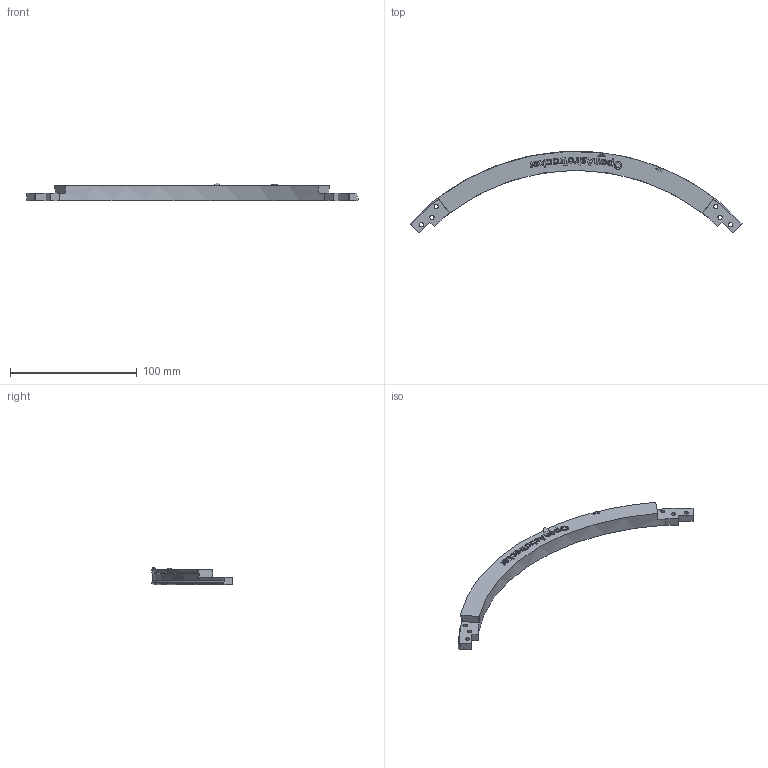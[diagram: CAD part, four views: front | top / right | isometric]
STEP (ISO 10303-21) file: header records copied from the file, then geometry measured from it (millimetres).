
FILE_DESCRIPTION (( 'STEP AP203' ), '1' );
FILE_NAME ('11b_splitring_part2_v4.step', '2020-05-23T22:34:41', ( '' ), ( '' ), 'SwSTEP 2.0', 'SolidWorks 2019', '' );
FILE_SCHEMA (( 'CONFIG_CONTROL_DESIGN' ));
Length unit declared in the file: millimetre
Products named in the file (1): 11b_splitring_part2_v4
Bounding box: 262.07 x 64.16 x 14 mm (x, y, z)
Volume: 42436.1 mm3; surface area: 15354.6 mm2
Topology: 1 solids, 1 shells, 269 faces, 729 edges, 485 vertices
Faces by surface type: plane 152, bspline 96, cylinder 17, cone 4
Entity records: 13054 total; most frequent: CARTESIAN_POINT 6836, ORIENTED_EDGE 1458, DIRECTION 903, EDGE_CURVE 729, VERTEX_POINT 485, LINE 471, VECTOR 471, EDGE_LOOP 304
